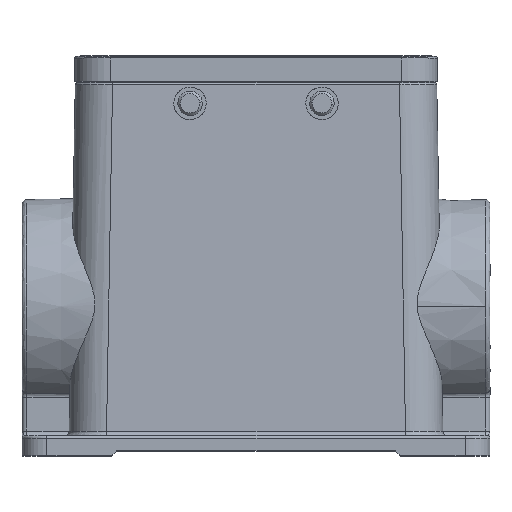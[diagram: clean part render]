
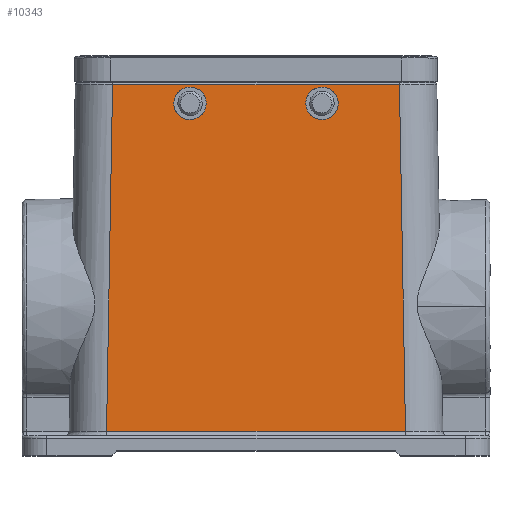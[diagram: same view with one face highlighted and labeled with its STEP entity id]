
A CAD part, top view. The second image highlights one B-rep face of the part: STEP entity #10343.
In plain terms, the highlighted planar face has unit normal (0, 0.018, 1).
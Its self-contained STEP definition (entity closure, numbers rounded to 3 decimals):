
#95 = LINE ( 'NONE', #96, #11756 ) ;
#96 = CARTESIAN_POINT ( 'NONE',  ( 30.023, -72.017, 22.722 ) ) ;
#97 = DIRECTION ( 'NONE',  ( -0.017, 1., -0.017 ) ) ;
#221 = CARTESIAN_POINT ( 'NONE',  ( -30.023, -72.017, 22.722 ) ) ;
#223 = CARTESIAN_POINT ( 'NONE',  ( -28.809, -2.491, 21.509 ) ) ;
#224 = CARTESIAN_POINT ( 'NONE',  ( 28.81, -2.491, 21.509 ) ) ;
#226 = CARTESIAN_POINT ( 'NONE',  ( 30.023, -72.017, 22.722 ) ) ;
#362 = VECTOR ( 'NONE', #1836, 1000. ) ;
#1010 = ORIENTED_EDGE ( 'NONE', *, *, #10571, .T. ) ;
#1031 = ORIENTED_EDGE ( 'NONE', *, *, #3925, .T. ) ;
#1039 = ORIENTED_EDGE ( 'NONE', *, *, #10241, .T. ) ;
#1053 = ORIENTED_EDGE ( 'NONE', *, *, #10587, .T. ) ;
#1055 = ORIENTED_EDGE ( 'NONE', *, *, #10583, .T. ) ;
#1431 =( BOUNDED_CURVE ( )  B_SPLINE_CURVE ( 3, ( #9064, #9037, #9048, #9040 ),
 .UNSPECIFIED., .F., .F. ) 
 B_SPLINE_CURVE_WITH_KNOTS ( ( 4, 4 ),
 ( 4.816, 7.958 ),
 .UNSPECIFIED. ) 
 CURVE ( )  GEOMETRIC_REPRESENTATION_ITEM ( )  RATIONAL_B_SPLINE_CURVE ( ( 1., 0.333, 0.333, 1. ) ) 
 REPRESENTATION_ITEM ( '' )  );
#1445 =( BOUNDED_CURVE ( )  B_SPLINE_CURVE ( 3, ( #1825, #1824, #1823, #1822 ),
 .UNSPECIFIED., .F., .F. ) 
 B_SPLINE_CURVE_WITH_KNOTS ( ( 4, 4 ),
 ( 4.609, 7.75 ),
 .UNSPECIFIED. ) 
 CURVE ( )  GEOMETRIC_REPRESENTATION_ITEM ( )  RATIONAL_B_SPLINE_CURVE ( ( 1., 0.333, 0.333, 1. ) ) 
 REPRESENTATION_ITEM ( '' )  );
#1822 = CARTESIAN_POINT ( 'NONE',  ( -10.017, -5.864, 21.567 ) ) ;
#1823 = CARTESIAN_POINT ( 'NONE',  ( -10.689, 0.601, 21.455 ) ) ;
#1824 = CARTESIAN_POINT ( 'NONE',  ( -17.154, -0.071, 21.466 ) ) ;
#1825 = CARTESIAN_POINT ( 'NONE',  ( -16.483, -6.536, 21.579 ) ) ;
#1836 = DIRECTION ( 'NONE',  ( -0.017, -1., 0.017 ) ) ;
#1837 = CARTESIAN_POINT ( 'NONE',  ( -28.809, -2.491, 21.509 ) ) ;
#1838 = LINE ( 'NONE', #1837, #362 ) ;
#2917 = PLANE ( 'NONE',  #9473 ) ;
#2918 = CARTESIAN_POINT ( 'NONE',  ( -38.892, -2., 21.5 ) ) ;
#2919 = DIRECTION ( 'NONE',  ( 0., 0.017, 1. ) ) ;
#2920 = DIRECTION ( 'NONE',  ( 0., -1., 0.017 ) ) ;
#3921 = EDGE_CURVE ( 'NONE', #10944, #10943, #1838, .T. ) ;
#3925 = EDGE_CURVE ( 'NONE', #6403, #6401, #1445, .T. ) ;
#3950 = EDGE_CURVE ( 'NONE', #6336, #6335, #1431, .T. ) ;
#5668 = CARTESIAN_POINT ( 'NONE',  ( -10.017, -5.864, 21.567 ) ) ;
#5669 = CARTESIAN_POINT ( 'NONE',  ( -9.346, -12.329, 21.68 ) ) ;
#5670 = CARTESIAN_POINT ( 'NONE',  ( -15.811, -13.001, 21.692 ) ) ;
#5671 = CARTESIAN_POINT ( 'NONE',  ( -16.483, -6.536, 21.579 ) ) ;
#6335 = VERTEX_POINT ( 'NONE', #10671 ) ;
#6336 = VERTEX_POINT ( 'NONE', #10672 ) ;
#6401 = VERTEX_POINT ( 'NONE', #10737 ) ;
#6403 = VERTEX_POINT ( 'NONE', #10739 ) ;
#6480 =( BOUNDED_CURVE ( )  B_SPLINE_CURVE ( 3, ( #11508, #11510, #11512, #11514 ),
 .UNSPECIFIED., .F., .F. ) 
 B_SPLINE_CURVE_WITH_KNOTS ( ( 4, 4 ),
 ( 1.674, 4.816 ),
 .UNSPECIFIED. ) 
 CURVE ( )  GEOMETRIC_REPRESENTATION_ITEM ( )  RATIONAL_B_SPLINE_CURVE ( ( 1., 0.333, 0.333, 1. ) ) 
 REPRESENTATION_ITEM ( '' )  );
#6529 =( BOUNDED_CURVE ( )  B_SPLINE_CURVE ( 3, ( #5668, #5669, #5670, #5671 ),
 .UNSPECIFIED., .F., .F. ) 
 B_SPLINE_CURVE_WITH_KNOTS ( ( 4, 4 ),
 ( 1.467, 4.609 ),
 .UNSPECIFIED. ) 
 CURVE ( )  GEOMETRIC_REPRESENTATION_ITEM ( )  RATIONAL_B_SPLINE_CURVE ( ( 1., 0.333, 0.333, 1. ) ) 
 REPRESENTATION_ITEM ( '' )  );
#8614 = EDGE_LOOP ( 'NONE', ( #1031, #1039 ) ) ;
#8645 = EDGE_LOOP ( 'NONE', ( #8961, #1055 ) ) ;
#8717 = EDGE_LOOP ( 'NONE', ( #1053, #8974, #8969, #1010 ) ) ;
#8961 = ORIENTED_EDGE ( 'NONE', *, *, #3950, .T. ) ;
#8969 = ORIENTED_EDGE ( 'NONE', *, *, #3921, .T. ) ;
#8974 = ORIENTED_EDGE ( 'NONE', *, *, #10582, .T. ) ;
#9037 = CARTESIAN_POINT ( 'NONE',  ( 10.689, 0.601, 21.455 ) ) ;
#9040 = CARTESIAN_POINT ( 'NONE',  ( 16.483, -6.536, 21.579 ) ) ;
#9048 = CARTESIAN_POINT ( 'NONE',  ( 17.154, -0.071, 21.466 ) ) ;
#9064 = CARTESIAN_POINT ( 'NONE',  ( 10.017, -5.864, 21.567 ) ) ;
#9455 = FACE_BOUND ( 'NONE', #8645, .T. ) ;
#9466 = FACE_OUTER_BOUND ( 'NONE', #8717, .T. ) ;
#9471 = FACE_BOUND ( 'NONE', #8614, .T. ) ;
#9473 = AXIS2_PLACEMENT_3D ( 'NONE', #2918, #2919, #2920 ) ;
#10241 = EDGE_CURVE ( 'NONE', #6401, #6403, #6529, .T. ) ;
#10343 = ADVANCED_FACE ( 'NONE', ( #9455, #9466, #9471 ), #2917, .T. ) ;
#10571 = EDGE_CURVE ( 'NONE', #10943, #10946, #11313, .T. ) ;
#10582 = EDGE_CURVE ( 'NONE', #10945, #10944, #11502, .T. ) ;
#10583 = EDGE_CURVE ( 'NONE', #6335, #6336, #6480, .T. ) ;
#10587 = EDGE_CURVE ( 'NONE', #10946, #10945, #95, .T. ) ;
#10671 = CARTESIAN_POINT ( 'NONE',  ( 16.483, -6.536, 21.579 ) ) ;
#10672 = CARTESIAN_POINT ( 'NONE',  ( 10.017, -5.864, 21.567 ) ) ;
#10737 = CARTESIAN_POINT ( 'NONE',  ( -10.017, -5.864, 21.567 ) ) ;
#10739 = CARTESIAN_POINT ( 'NONE',  ( -16.483, -6.536, 21.579 ) ) ;
#10943 = VERTEX_POINT ( 'NONE', #221 ) ;
#10944 = VERTEX_POINT ( 'NONE', #223 ) ;
#10945 = VERTEX_POINT ( 'NONE', #224 ) ;
#10946 = VERTEX_POINT ( 'NONE', #226 ) ;
#11313 = LINE ( 'NONE', #11315, #11748 ) ;
#11315 = CARTESIAN_POINT ( 'NONE',  ( -38.892, -72.017, 22.722 ) ) ;
#11317 = DIRECTION ( 'NONE',  ( 1., 0., 0. ) ) ;
#11502 = LINE ( 'NONE', #11504, #11754 ) ;
#11504 = CARTESIAN_POINT ( 'NONE',  ( -38.892, -2.491, 21.509 ) ) ;
#11506 = DIRECTION ( 'NONE',  ( -1., 0., 0. ) ) ;
#11508 = CARTESIAN_POINT ( 'NONE',  ( 16.483, -6.536, 21.579 ) ) ;
#11510 = CARTESIAN_POINT ( 'NONE',  ( 15.811, -13.001, 21.692 ) ) ;
#11512 = CARTESIAN_POINT ( 'NONE',  ( 9.346, -12.329, 21.68 ) ) ;
#11514 = CARTESIAN_POINT ( 'NONE',  ( 10.017, -5.864, 21.567 ) ) ;
#11748 = VECTOR ( 'NONE', #11317, 1000. ) ;
#11754 = VECTOR ( 'NONE', #11506, 1000. ) ;
#11756 = VECTOR ( 'NONE', #97, 1000. ) ;
